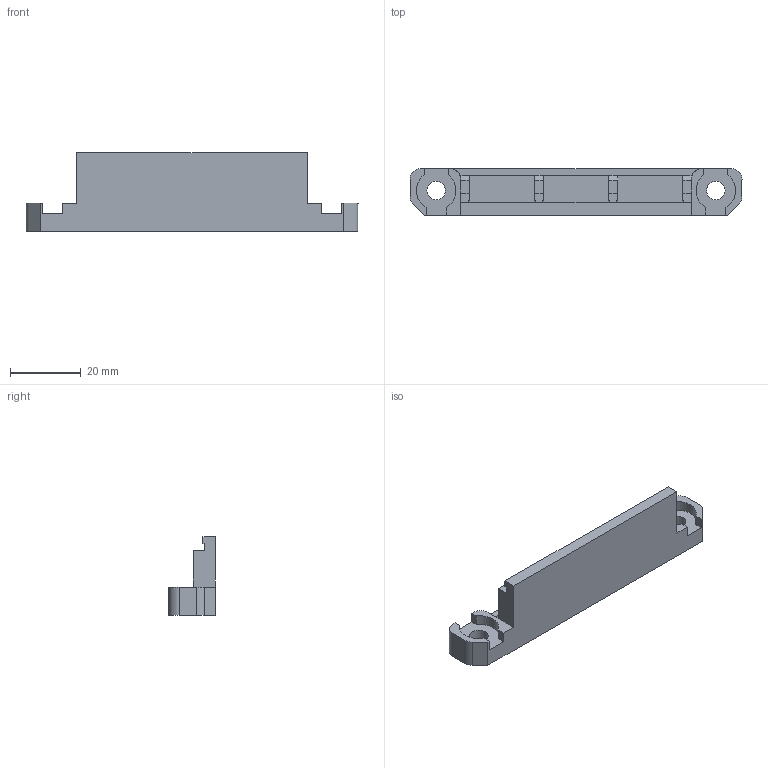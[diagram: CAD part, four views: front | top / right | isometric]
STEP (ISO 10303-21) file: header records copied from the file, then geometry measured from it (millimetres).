
FILE_DESCRIPTION(/* description */ (''),/* implementation_level */ '2;1');
FILE_NAME(/* name */ 'LDO Milo V1.5 Electronics Bay_WAGO_221-413 mount v2.step',/* time_stamp */ '2024-02-10T14:35:33-05:00',/* author */ (''),/* organization */ (''),/* preprocessor_version */ 'ST-DEVELOPER v20',/* originating_system */ 'Autodesk Translation Framework v12.20.1.177',/* authorisation */ '');
FILE_SCHEMA (('AUTOMOTIVE_DESIGN { 1 0 10303 214 3 1 1 }'));
Length unit declared in the file: millimetre
Products named in the file (2): LDO Milo V1.5 Electronics Bay_WAGO_221-413 mount; Component5
Assembly tree (1 placements, depth 2):
  LDO Milo V1.5 Electronics Bay_WAGO_221-413 mount
    Component5
Bounding box: 93.8 x 13.2 x 22.25 mm (x, y, z)
Volume: 8570.6 mm3; surface area: 7074.5 mm2
Topology: 1 solids, 1 shells, 106 faces, 298 edges, 194 vertices
Faces by surface type: plane 94, cylinder 12
Full cylindrical faces by diameter (mm): 5.25 x2
Entity records: 3424 total; most frequent: CARTESIAN_POINT 601, ORIENTED_EDGE 596, DIRECTION 542, EDGE_CURVE 298, LINE 272, VECTOR 272, VERTEX_POINT 194, AXIS2_PLACEMENT_3D 135
